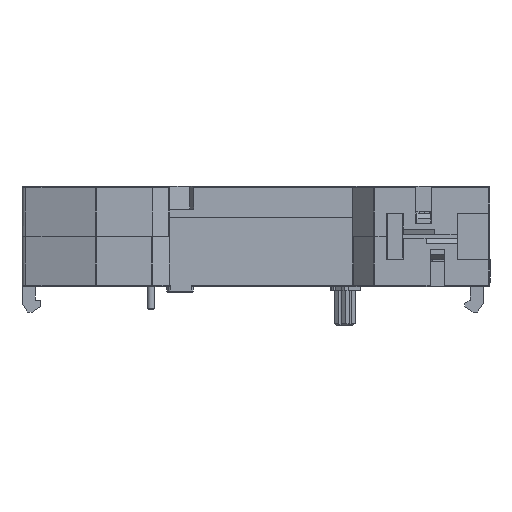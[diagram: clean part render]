
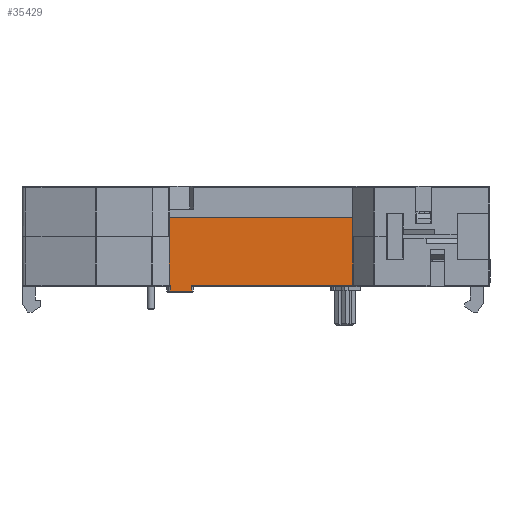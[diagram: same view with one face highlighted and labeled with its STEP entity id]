
A CAD part, front view. The second image highlights one B-rep face of the part: STEP entity #35429.
In plain terms, the highlighted planar face has unit normal (0, -1, 0).
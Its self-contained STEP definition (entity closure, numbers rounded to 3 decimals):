
#545 = VECTOR ( 'NONE', #19603, 1000. ) ;
#597 = DIRECTION ( 'NONE',  ( 0., 0., 1. ) ) ;
#872 = LINE ( 'NONE', #33517, #22175 ) ;
#886 = ORIENTED_EDGE ( 'NONE', *, *, #20655, .F. ) ;
#928 = EDGE_CURVE ( 'NONE', #20237, #21115, #29940, .T. ) ;
#3120 = ORIENTED_EDGE ( 'NONE', *, *, #12760, .F. ) ;
#3187 = DIRECTION ( 'NONE',  ( 0., 0., 1. ) ) ;
#3362 = VECTOR ( 'NONE', #7791, 1000. ) ;
#4071 = CARTESIAN_POINT ( 'NONE',  ( 17.7, -60.1, -16.3 ) ) ;
#4251 = CARTESIAN_POINT ( 'NONE',  ( 42.19, -60.1, -16.3 ) ) ;
#4387 = LINE ( 'NONE', #4251, #3362 ) ;
#4792 = CARTESIAN_POINT ( 'NONE',  ( 17.7, -60.1, -4.3 ) ) ;
#5974 = CARTESIAN_POINT ( 'NONE',  ( -14.52, -60.1, -17.3 ) ) ;
#7553 = EDGE_CURVE ( 'NONE', #19249, #36869, #36298, .T. ) ;
#7731 = CARTESIAN_POINT ( 'NONE',  ( -17.7, -60.1, -7.65 ) ) ;
#7791 = DIRECTION ( 'NONE',  ( -1., 0., 0. ) ) ;
#8030 = VECTOR ( 'NONE', #18832, 1000. ) ;
#9005 = CARTESIAN_POINT ( 'NONE',  ( -10.793, -60.1, -19.678 ) ) ;
#9852 = LINE ( 'NONE', #9005, #33605 ) ;
#11313 = ORIENTED_EDGE ( 'NONE', *, *, #34096, .F. ) ;
#11445 = LINE ( 'NONE', #29306, #26613 ) ;
#11823 = VECTOR ( 'NONE', #39532, 1000. ) ;
#12043 = VECTOR ( 'NONE', #3187, 1000. ) ;
#12108 = LINE ( 'NONE', #34917, #8030 ) ;
#12749 = CARTESIAN_POINT ( 'NONE',  ( -10.793, -60.1, -17.3 ) ) ;
#12760 = EDGE_CURVE ( 'NONE', #33226, #30590, #11445, .T. ) ;
#13077 = VECTOR ( 'NONE', #20670, 1000. ) ;
#13084 = CARTESIAN_POINT ( 'NONE',  ( -10.793, -60.1, -16.3 ) ) ;
#13905 = VERTEX_POINT ( 'NONE', #40435 ) ;
#14134 = ORIENTED_EDGE ( 'NONE', *, *, #7553, .F. ) ;
#14455 = CARTESIAN_POINT ( 'NONE',  ( 17.7, -60.1, -15.3 ) ) ;
#14855 = DIRECTION ( 'NONE',  ( 0., 0., 1. ) ) ;
#16901 = VERTEX_POINT ( 'NONE', #4792 ) ;
#17494 = CARTESIAN_POINT ( 'NONE',  ( 17.7, -60.1, -4.3 ) ) ;
#17552 = DIRECTION ( 'NONE',  ( 0., 0., 1. ) ) ;
#18641 = EDGE_CURVE ( 'NONE', #16901, #19249, #12108, .T. ) ;
#18832 = DIRECTION ( 'NONE',  ( 0., 0., -1. ) ) ;
#19249 = VERTEX_POINT ( 'NONE', #25443 ) ;
#19603 = DIRECTION ( 'NONE',  ( -1., 0., 0. ) ) ;
#20072 = EDGE_CURVE ( 'NONE', #21115, #31768, #872, .T. ) ;
#20237 = VERTEX_POINT ( 'NONE', #12749 ) ;
#20609 = ORIENTED_EDGE ( 'NONE', *, *, #38723, .F. ) ;
#20655 = EDGE_CURVE ( 'NONE', #13905, #33226, #29672, .T. ) ;
#20670 = DIRECTION ( 'NONE',  ( 0., 0., -1. ) ) ;
#20800 = CARTESIAN_POINT ( 'NONE',  ( -14.52, -60.1, -16.3 ) ) ;
#20906 = VECTOR ( 'NONE', #22961, 1000. ) ;
#21115 = VERTEX_POINT ( 'NONE', #5974 ) ;
#21354 = ORIENTED_EDGE ( 'NONE', *, *, #928, .F. ) ;
#22175 = VECTOR ( 'NONE', #17552, 1000. ) ;
#22961 = DIRECTION ( 'NONE',  ( -1., 0., 0. ) ) ;
#22982 = ORIENTED_EDGE ( 'NONE', *, *, #18641, .F. ) ;
#25443 = CARTESIAN_POINT ( 'NONE',  ( 17.7, -60.1, -7.65 ) ) ;
#25983 = EDGE_CURVE ( 'NONE', #39314, #20237, #9852, .T. ) ;
#26613 = VECTOR ( 'NONE', #597, 1000. ) ;
#27672 = ORIENTED_EDGE ( 'NONE', *, *, #20072, .F. ) ;
#29041 = CARTESIAN_POINT ( 'NONE',  ( -17.7, -60.1, -15.3 ) ) ;
#29142 = CARTESIAN_POINT ( 'NONE',  ( 17.7, -60.1, -17.3 ) ) ;
#29306 = CARTESIAN_POINT ( 'NONE',  ( -17.7, -60.1, -15.3 ) ) ;
#29672 = LINE ( 'NONE', #29041, #12043 ) ;
#29940 = LINE ( 'NONE', #29142, #20906 ) ;
#30590 = VERTEX_POINT ( 'NONE', #31794 ) ;
#31768 = VERTEX_POINT ( 'NONE', #20800 ) ;
#31794 = CARTESIAN_POINT ( 'NONE',  ( -17.7, -60.1, -4.3 ) ) ;
#32315 = CARTESIAN_POINT ( 'NONE',  ( 42.19, -60.1, -16.3 ) ) ;
#33226 = VERTEX_POINT ( 'NONE', #7731 ) ;
#33517 = CARTESIAN_POINT ( 'NONE',  ( -14.52, -60.1, -19.662 ) ) ;
#33605 = VECTOR ( 'NONE', #38083, 1000. ) ;
#34096 = EDGE_CURVE ( 'NONE', #36869, #39314, #4387, .T. ) ;
#34205 = ORIENTED_EDGE ( 'NONE', *, *, #36865, .F. ) ;
#34917 = CARTESIAN_POINT ( 'NONE',  ( 17.7, -60.1, -15.3 ) ) ;
#35429 = ADVANCED_FACE ( 'NONE', ( #37204 ), #40414, .F. ) ;
#35461 = AXIS2_PLACEMENT_3D ( 'NONE', #37005, #40553, #14855 ) ;
#36298 = LINE ( 'NONE', #14455, #13077 ) ;
#36451 = LINE ( 'NONE', #32315, #545 ) ;
#36522 = ORIENTED_EDGE ( 'NONE', *, *, #25983, .F. ) ;
#36865 = EDGE_CURVE ( 'NONE', #30590, #16901, #38594, .T. ) ;
#36869 = VERTEX_POINT ( 'NONE', #4071 ) ;
#37005 = CARTESIAN_POINT ( 'NONE',  ( 17.7, -60.1, -15.3 ) ) ;
#37204 = FACE_OUTER_BOUND ( 'NONE', #40102, .T. ) ;
#38083 = DIRECTION ( 'NONE',  ( 0., 0., -1. ) ) ;
#38594 = LINE ( 'NONE', #17494, #11823 ) ;
#38723 = EDGE_CURVE ( 'NONE', #31768, #13905, #36451, .T. ) ;
#39314 = VERTEX_POINT ( 'NONE', #13084 ) ;
#39532 = DIRECTION ( 'NONE',  ( 1., 0., 0. ) ) ;
#40102 = EDGE_LOOP ( 'NONE', ( #11313, #14134, #22982, #34205, #3120, #886, #20609, #27672, #21354, #36522 ) ) ;
#40414 = PLANE ( 'NONE',  #35461 ) ;
#40435 = CARTESIAN_POINT ( 'NONE',  ( -17.7, -60.1, -16.3 ) ) ;
#40553 = DIRECTION ( 'NONE',  ( 0., 1., 0. ) ) ;
